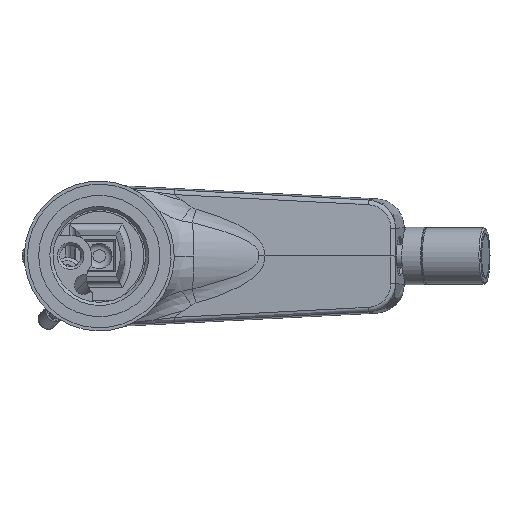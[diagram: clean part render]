
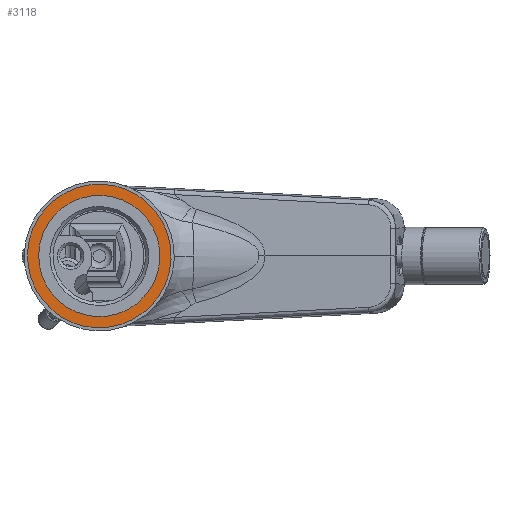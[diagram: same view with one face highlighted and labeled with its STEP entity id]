
A CAD part, front view. The second image highlights one B-rep face of the part: STEP entity #3118.
In plain terms, the highlighted planar face has unit normal (0, -1, 0).
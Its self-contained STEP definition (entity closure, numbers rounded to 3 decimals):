
#1632 = AXIS2_PLACEMENT_3D ( 'NONE', #12694, #24034, #21549 ) ;
#1705 = ORIENTED_EDGE ( 'NONE', *, *, #12652, .F. ) ;
#2895 = DIRECTION ( 'NONE',  ( 0., -1., 0. ) ) ;
#2960 = CARTESIAN_POINT ( 'NONE',  ( -18.837, -0.984, -2.487 ) ) ;
#3118 = ADVANCED_FACE ( 'NONE', ( #18030, #14582 ), #22886, .T. ) ;
#3533 = AXIS2_PLACEMENT_3D ( 'NONE', #22896, #2895, #12587 ) ;
#5771 = VERTEX_POINT ( 'NONE', #14486 ) ;
#7193 = EDGE_LOOP ( 'NONE', ( #25620 ) ) ;
#8547 = CARTESIAN_POINT ( 'NONE',  ( -2.487, -0.984, 18.837 ) ) ;
#11093 = VERTEX_POINT ( 'NONE', #8547 ) ;
#12139 = EDGE_LOOP ( 'NONE', ( #1705 ) ) ;
#12587 = DIRECTION ( 'NONE',  ( -0.131, 0., 0.991 ) ) ;
#12652 = EDGE_CURVE ( 'NONE', #11093, #11093, #24048, .T. ) ;
#12694 = CARTESIAN_POINT ( 'NONE',  ( 0., -0.984, 0. ) ) ;
#14486 = CARTESIAN_POINT ( 'NONE',  ( -2.945, -0.984, 22.306 ) ) ;
#14582 = FACE_BOUND ( 'NONE', #12139, .T. ) ;
#16642 = EDGE_CURVE ( 'NONE', #5771, #5771, #25040, .T. ) ;
#18030 = FACE_OUTER_BOUND ( 'NONE', #7193, .T. ) ;
#18704 = DIRECTION ( 'NONE',  ( -0.131, 0., 0.991 ) ) ;
#21549 = DIRECTION ( 'NONE',  ( -0.131, 0., 0.991 ) ) ;
#22804 = DIRECTION ( 'NONE',  ( 0., -1., 0. ) ) ;
#22886 = PLANE ( 'NONE',  #23130 ) ;
#22896 = CARTESIAN_POINT ( 'NONE',  ( 0., -0.984, 0. ) ) ;
#23130 = AXIS2_PLACEMENT_3D ( 'NONE', #2960, #22804, #18704 ) ;
#24034 = DIRECTION ( 'NONE',  ( 0., -1., 0. ) ) ;
#24048 = CIRCLE ( 'NONE', #3533, 19. ) ;
#25040 = CIRCLE ( 'NONE', #1632, 22.5 ) ;
#25620 = ORIENTED_EDGE ( 'NONE', *, *, #16642, .T. ) ;
